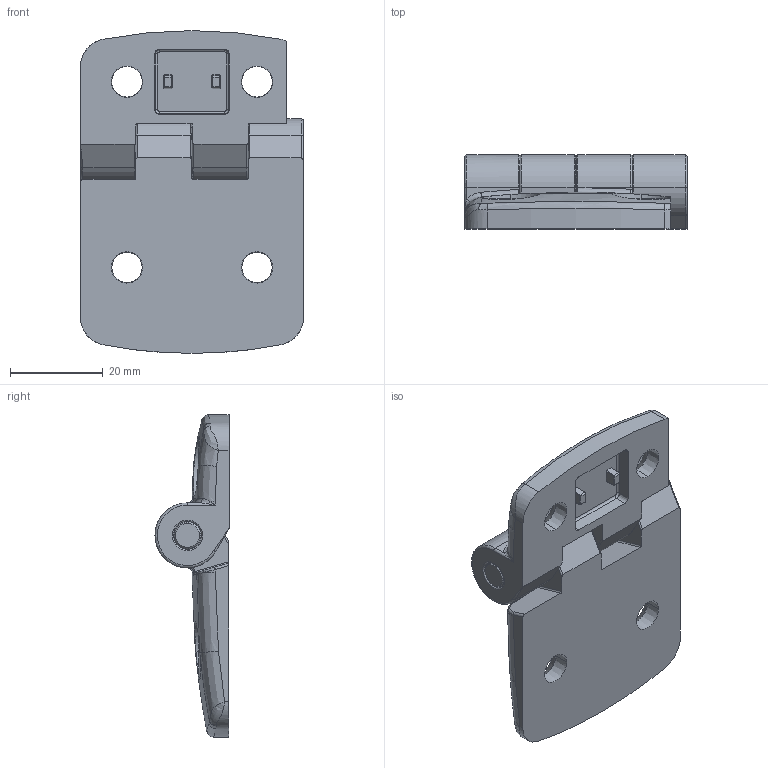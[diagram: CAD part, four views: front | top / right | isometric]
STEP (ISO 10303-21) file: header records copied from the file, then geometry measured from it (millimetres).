
FILE_DESCRIPTION (( 'STEP AP214' ), '1' );
FILE_NAME ('095k2545f00.STEP', '2014-08-25T12:53:51', ( '' ), ( '' ), 'SwSTEP 2.0', 'SolidWorks 2014', '' );
FILE_SCHEMA (( 'AUTOMOTIVE_DESIGN' ));
Length unit declared in the file: millimetre
Products named in the file (1): 095k2545f00
Bounding box: 48 x 15.95 x 69.5 mm (x, y, z)
Volume: 22467.7 mm3; surface area: 13540 mm2
Topology: 7 solids, 7 shells, 464 faces, 1169 edges, 708 vertices
Faces by surface type: plane 211, cylinder 136, bspline 92, cone 25
Entity records: 22241 total; most frequent: CARTESIAN_POINT 6690, ORIENTED_EDGE 2314, DIRECTION 1993, EDGE_CURVE 1157, AXIS2_PLACEMENT_3D 747, VERTEX_POINT 708, VECTOR 499, LINE 499
